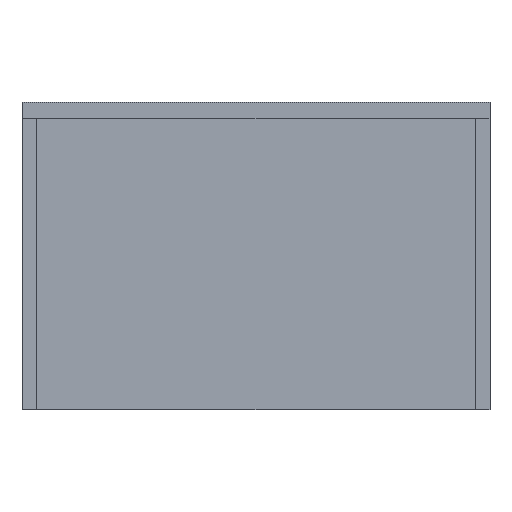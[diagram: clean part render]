
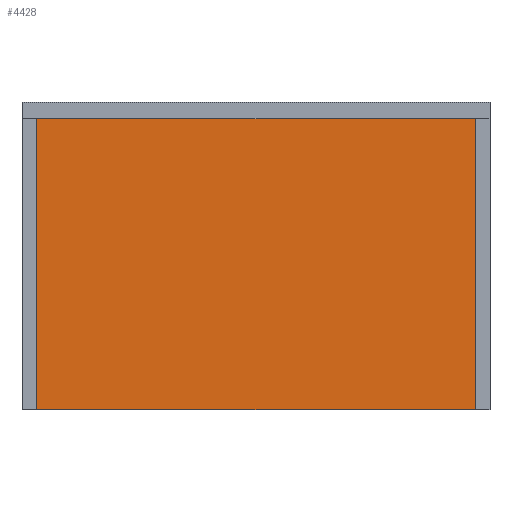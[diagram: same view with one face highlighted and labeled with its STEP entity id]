
A CAD part, left-side view. The second image highlights one B-rep face of the part: STEP entity #4428.
In plain terms, the highlighted planar face has unit normal (-1, 0, 0).
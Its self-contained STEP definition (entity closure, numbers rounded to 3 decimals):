
#605=FACE_OUTER_BOUND('',#885,.T.);
#885=EDGE_LOOP('',(#3190,#3191,#3192,#3193));
#1256=LINE('',#5829,#1611);
#1263=LINE('',#5843,#1618);
#1264=LINE('',#5845,#1619);
#1265=LINE('',#5846,#1620);
#1611=VECTOR('',#5085,10.);
#1618=VECTOR('',#5098,10.);
#1619=VECTOR('',#5099,10.);
#1620=VECTOR('',#5100,10.);
#1928=VERTEX_POINT('',#5826);
#1929=VERTEX_POINT('',#5828);
#1933=VERTEX_POINT('',#5842);
#1934=VERTEX_POINT('',#5844);
#2406=EDGE_CURVE('',#1929,#1928,#1256,.T.);
#2413=EDGE_CURVE('',#1928,#1933,#1263,.T.);
#2414=EDGE_CURVE('',#1934,#1933,#1264,.T.);
#2415=EDGE_CURVE('',#1934,#1929,#1265,.T.);
#3190=ORIENTED_EDGE('',*,*,#2413,.T.);
#3191=ORIENTED_EDGE('',*,*,#2414,.F.);
#3192=ORIENTED_EDGE('',*,*,#2415,.T.);
#3193=ORIENTED_EDGE('',*,*,#2406,.T.);
#4306=PLANE('',#4733);
#4428=ADVANCED_FACE('',(#605),#4306,.T.);
#4733=AXIS2_PLACEMENT_3D('',#5841,#5096,#5097);
#5085=DIRECTION('',(0.,0.,1.));
#5096=DIRECTION('center_axis',(-1.,0.,0.));
#5097=DIRECTION('ref_axis',(0.,-1.,0.));
#5098=DIRECTION('',(0.,1.,0.));
#5099=DIRECTION('',(0.,0.,1.));
#5100=DIRECTION('',(0.,-1.,0.));
#5826=CARTESIAN_POINT('',(-226.577,8.,155.655));
#5828=CARTESIAN_POINT('',(-226.577,8.,0.));
#5829=CARTESIAN_POINT('',(-226.577,8.,0.));
#5841=CARTESIAN_POINT('Origin',(-226.577,242.,0.));
#5842=CARTESIAN_POINT('',(-226.577,242.,155.655));
#5843=CARTESIAN_POINT('',(-226.577,0.,155.655));
#5844=CARTESIAN_POINT('',(-226.577,242.,0.));
#5845=CARTESIAN_POINT('',(-226.577,242.,0.));
#5846=CARTESIAN_POINT('',(-226.577,242.,0.));
